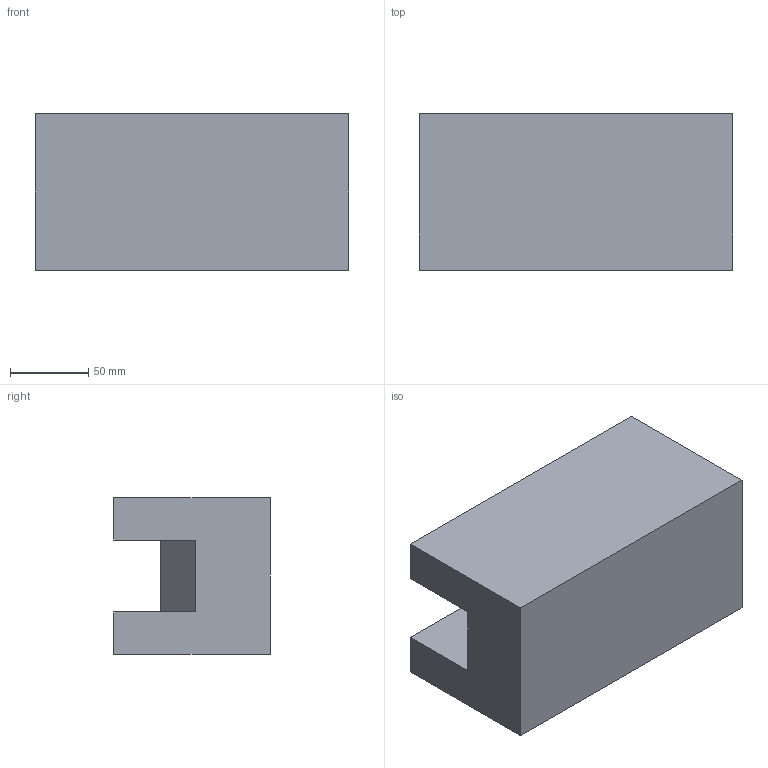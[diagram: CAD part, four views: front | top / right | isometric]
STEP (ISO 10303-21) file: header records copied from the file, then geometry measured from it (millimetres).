
FILE_DESCRIPTION (( 'STEP AP203' ), '1' );
FILE_NAME ('錨璃1.STEP', '2022-01-18T08:08:53', ( '' ), ( '' ), 'SwSTEP 2.0', 'SolidWorks 2018', '' );
FILE_SCHEMA (( 'CONFIG_CONTROL_DESIGN' ));
Length unit declared in the file: millimetre
Products named in the file (1): 錨璃1
Bounding box: 200 x 100 x 100 mm (x, y, z)
Volume: 1649618 mm3; surface area: 111537.3 mm2
Topology: 1 solids, 1 shells, 11 faces, 27 edges, 18 vertices
Faces by surface type: plane 11
Entity records: 398 total; most frequent: CARTESIAN_POINT 57, ORIENTED_EDGE 54, DIRECTION 51, LINE 27, EDGE_CURVE 27, VECTOR 27, VERTEX_POINT 18, AXIS2_PLACEMENT_3D 12
